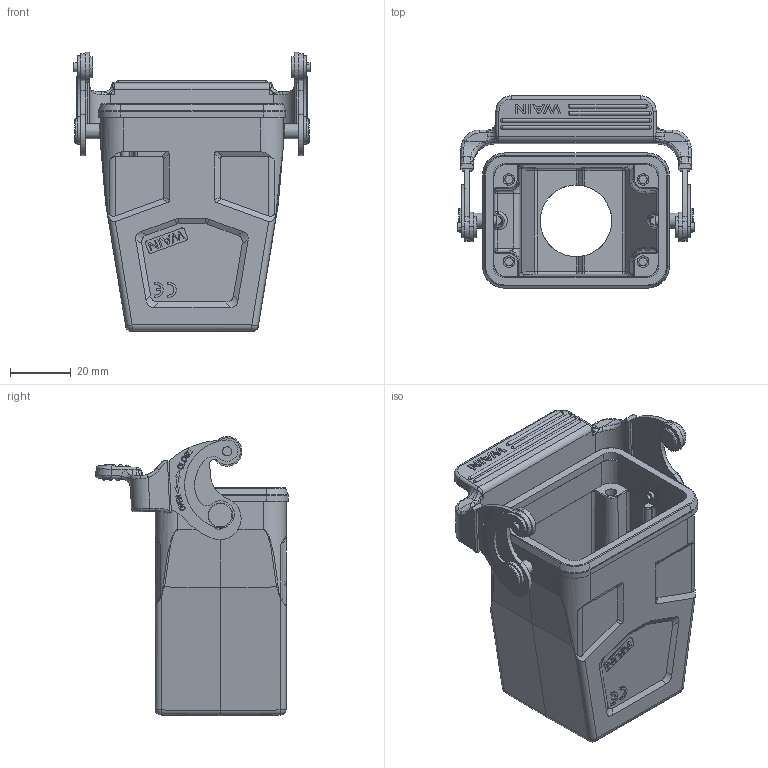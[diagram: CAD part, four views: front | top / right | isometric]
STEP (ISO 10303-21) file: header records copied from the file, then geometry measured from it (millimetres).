
FILE_DESCRIPTION(/* description */ (''),/* implementation_level */ '2;1');
FILE_NAME(/* name */ 'M25.stp',/* time_stamp */ '2022-08-15T15:45:12+08:00',/* author */ (''),/* organization */ (''),/* preprocessor_version */ 'ST-DEVELOPER v18.1',/* originating_system */ 'SIEMENS PLM Software NX 1980',/* authorisation */ '');
FILE_SCHEMA (('AP203_CONFIGURATION_CONTROLLED_3D_DESIGN_OF_MECHANICAL_PARTS_AND_ASSEMBLIES_MIM_LF { 1 0 10303 403 2 1 2}'));
Length unit declared in the file: millimetre
Products named in the file (1): M25
Bounding box: 77.52 x 63.15 x 91.66 mm (x, y, z)
Volume: 69152.5 mm3; surface area: 40041.1 mm2
Topology: 11 solids, 22 shells, 1311 faces, 3413 edges, 2209 vertices
Faces by surface type: plane 575, cylinder 534, torus 67, cone 37, extrusion 37, sphere 33, bspline 28
Full cylindrical faces by diameter (mm): 1.9 x2, 3 x4, 4.9 x2, 8 x2, 23.5 x1
Entity records: 48025 total; most frequent: CARTESIAN_POINT 15683, ORIENTED_EDGE 6742, DIRECTION 5009, EDGE_CURVE 3371, VERTEX_POINT 2206, AXIS2_PLACEMENT_3D 1735, VECTOR 1539, LINE 1502
